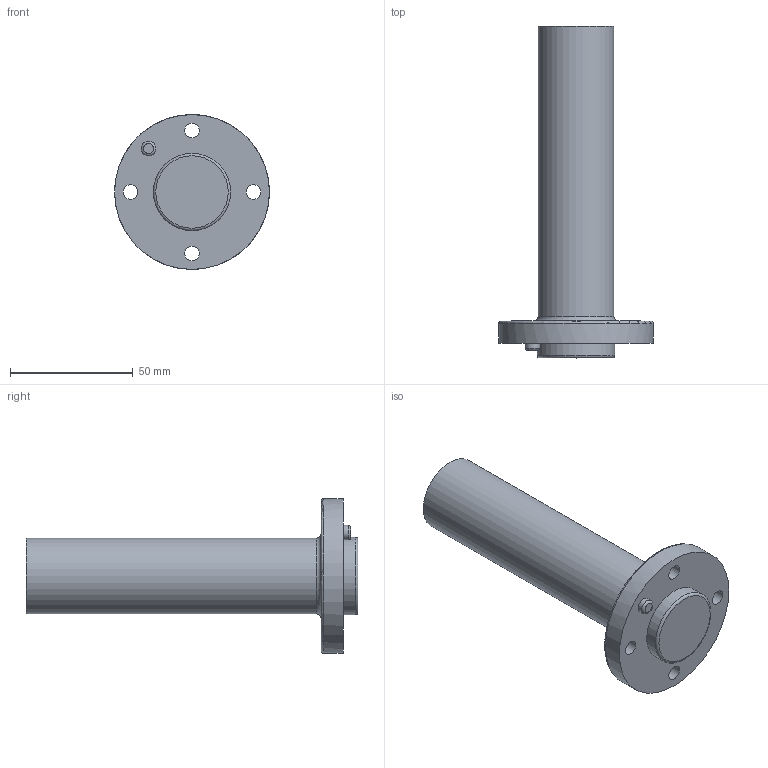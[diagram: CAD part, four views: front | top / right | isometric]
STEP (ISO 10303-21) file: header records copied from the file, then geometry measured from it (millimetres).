
FILE_DESCRIPTION((''),'2;1');
FILE_NAME('Circular_Ø32_tool.stp','2016-05-24T10:12:28',('jpb'),(''),'Autodesk Inventor 2013','Autodesk Inventor 2013','');
FILE_SCHEMA(('AUTOMOTIVE_DESIGN { 1 0 10303 214 1 1 1 1 }'));
Length unit declared in the file: metre
Products named in the file (1): Circular_Ø32_tool
Bounding box: 63 x 135 x 63 mm (x, y, z)
Volume: 120136.3 mm3; surface area: 20480.6 mm2
Topology: 1 solids, 1 shells, 25 faces, 68 edges, 44 vertices
Faces by surface type: cylinder 12, plane 5, torus 4, cone 4
Full cylindrical faces by diameter (mm): 6 x5, 12 x4, 30.75 x1, 31.48 x1, 63 x1
Entity records: 706 total; most frequent: CARTESIAN_POINT 180, DIRECTION 114, ORIENTED_EDGE 70, AXIS2_PLACEMENT_3D 57, EDGE_LOOP 52, EDGE_CURVE 35, VERTEX_POINT 31, CIRCLE 31
